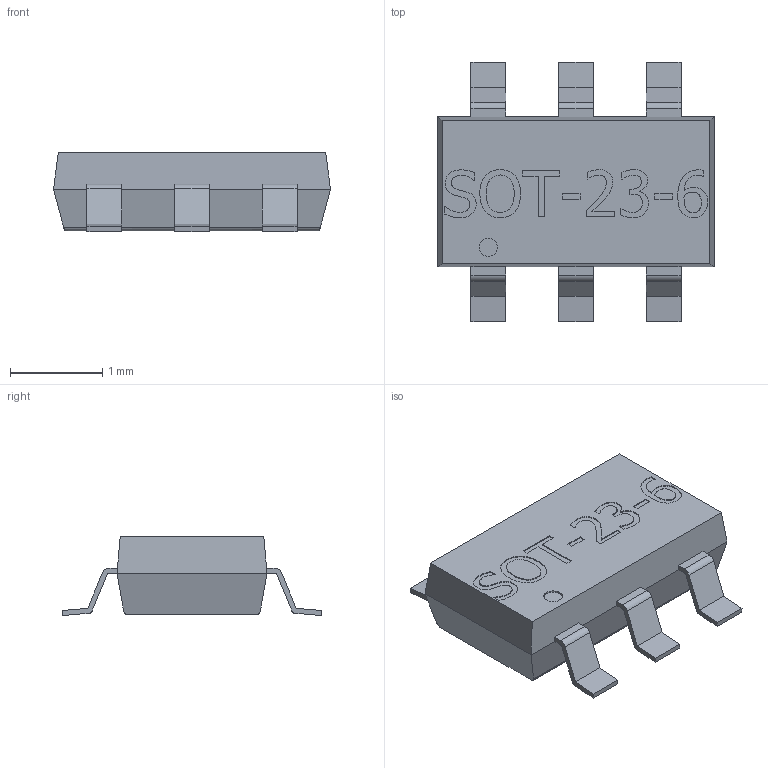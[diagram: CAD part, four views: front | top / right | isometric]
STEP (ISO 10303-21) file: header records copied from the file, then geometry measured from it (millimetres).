
FILE_DESCRIPTION(('FreeCAD Model'),'2;1');
FILE_NAME('User Library-SOT-23-6-3.step', '2017-04-10T06:27:42',('kicad StepUp'),('ksu MCAD'), 'Open CASCADE STEP processor 6.8','FreeCAD','Unknown');
FILE_SCHEMA(('AUTOMOTIVE_DESIGN_CC2 { 1 2 10303 214 -1 1 5 4 }'));
Length unit declared in the file: millimetre
Products named in the file (2): ASSEMBLY; User_Library-SOT-23-6-3
Assembly tree (1 placements, depth 2):
  ASSEMBLY
    User_Library-SOT-23-6-3
Bounding box: 3 x 2.81 x 0.86 mm (x, y, z)
Volume: 4 mm3; surface area: 20.9 mm2
Topology: 1 solids, 1 shells, 212 faces, 581 edges, 382 vertices
Faces by surface type: plane 111, bspline 79, cylinder 22
Entity records: 8588 total; most frequent: CARTESIAN_POINT 2216, ORIENTED_EDGE 1162, DIRECTION 729, EDGE_CURVE 581, VERTEX_POINT 382, LINE 379, VECTOR 379, FACE_BOUND 223
